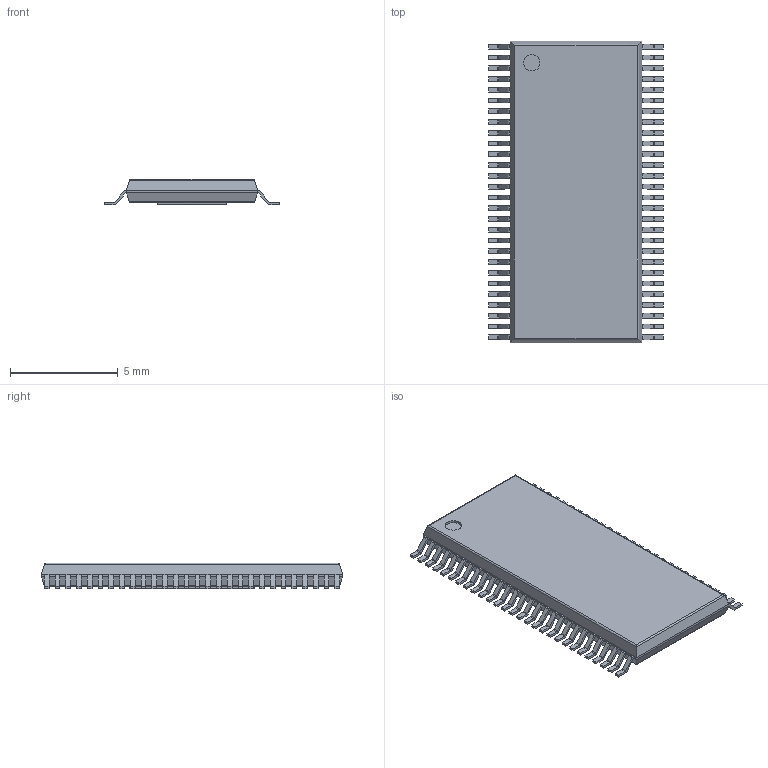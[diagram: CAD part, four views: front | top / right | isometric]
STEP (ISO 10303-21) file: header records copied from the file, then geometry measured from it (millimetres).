
FILE_DESCRIPTION(('FreeCAD Model'),'2;1');
FILE_NAME('281246.1.1.stp','2018-10-28T17:51:19',( 'Author'),(''),'Open CASCADE STEP processor 6.8','FreeCAD','Unknown' );
FILE_SCHEMA(('AUTOMOTIVE_DESIGN_CC2 { 1 2 10303 214 -1 1 5 4 }'));
Length unit declared in the file: millimetre
Products named in the file (4): ASSEMBLY; Body; PinsArrayLR; ThermalPad
Assembly tree (3 placements, depth 2):
  ASSEMBLY
    Body
    PinsArrayLR
    ThermalPad
Bounding box: 8.1 x 14 x 1.2 mm (x, y, z)
Volume: 94.4 mm3; surface area: 291.9 mm2
Topology: 58 solids, 58 shells, 758 faces, 1907 edges, 1266 vertices
Faces by surface type: plane 581, cylinder 177
Full cylindrical faces by diameter (mm): 0.762 x1
Entity records: 48283 total; most frequent: CARTESIAN_POINT 8999, DIRECTION 7293, LINE 4907, VECTOR 4907, ORIENTED_EDGE 3814, PCURVE 3814, DEFINITIONAL_REPRESENTATION 3814, EDGE_CURVE 1907
